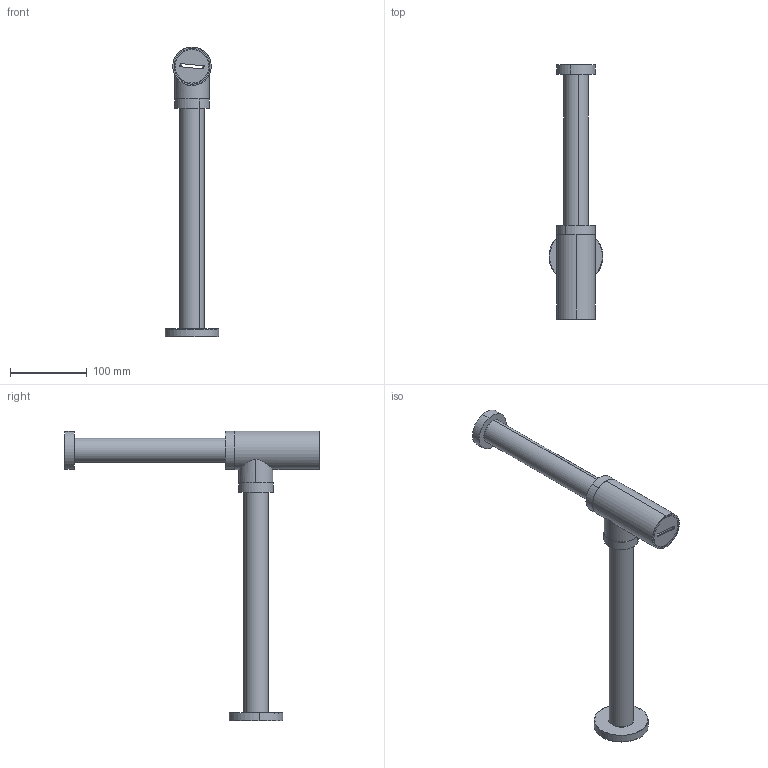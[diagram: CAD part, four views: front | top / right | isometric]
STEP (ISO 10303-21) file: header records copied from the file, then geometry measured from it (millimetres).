
FILE_DESCRIPTION (( 'STEP AP214' ), '1' );
FILE_NAME ('SIF.0001.STEP', '2023-01-19T18:42:10', ( '' ), ( '' ), 'SwSTEP 2.0', 'SolidWorks 2022', '' );
FILE_SCHEMA (( 'AUTOMOTIVE_DESIGN' ));
Length unit declared in the file: millimetre
Products named in the file (11): VEDANTE BORRACHA P_SIFAO CILINDRICO; 010211331500; SIF.0001; 010225300500; 010232700400; 010207500400; 010232700300; 010208402300; BORRACHA VEDANTE Ø27XØ40X6; 010207500500; TUBO PLASTICO INTERIOR 108
Assembly tree (11 placements, depth 2):
  SIF.0001
    010232700400
    010232700300
    010207500400
    010207500500  x2
    010208402300
    010211331500
    010225300500
    BORRACHA VEDANTE Ø27XØ40X6
    TUBO PLASTICO INTERIOR 108
    VEDANTE BORRACHA P_SIFAO CILINDRICO
Bounding box: 69.88 x 330.8 x 377.19 mm (x, y, z)
Volume: 141962.4 mm3; surface area: 220262.2 mm2
Topology: 11 solids, 11 shells, 123 faces, 256 edges, 166 vertices
Faces by surface type: cylinder 70, plane 39, cone 14
Entity records: 3836 total; most frequent: CARTESIAN_POINT 770, DIRECTION 624, ORIENTED_EDGE 476, AXIS2_PLACEMENT_3D 266, EDGE_CURVE 238, VERTEX_POINT 154, EDGE_LOOP 146, CIRCLE 138
